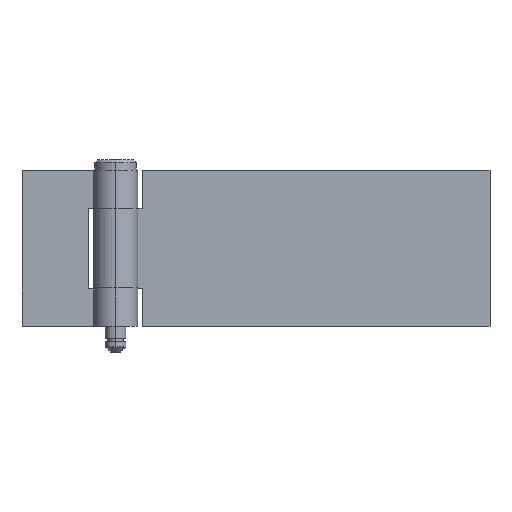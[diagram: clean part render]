
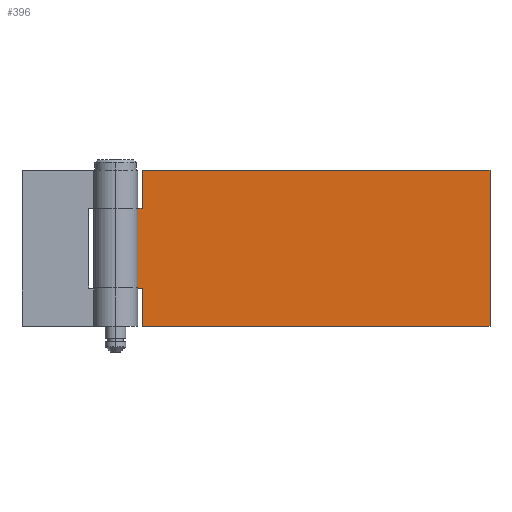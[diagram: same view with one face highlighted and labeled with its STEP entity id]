
A CAD part, top view. The second image highlights one B-rep face of the part: STEP entity #396.
In plain terms, the highlighted face is planar.
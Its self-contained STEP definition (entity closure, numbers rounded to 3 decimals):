
#91 = VERTEX_POINT ( 'NONE', #643 ) ;
#95 = VERTEX_POINT ( 'NONE', #637 ) ;
#102 = EDGE_CURVE ( 'NONE', #95, #91, #682, .T. ) ;
#119 = VERTEX_POINT ( 'NONE', #709 ) ;
#120 = VERTEX_POINT ( 'NONE', #708 ) ;
#129 = EDGE_CURVE ( 'NONE', #130, #120, #702, .T. ) ;
#130 = VERTEX_POINT ( 'NONE', #698 ) ;
#134 = VERTEX_POINT ( 'NONE', #697 ) ;
#347 = ORIENTED_EDGE ( 'NONE', *, *, #129, .F. ) ;
#349 = EDGE_CURVE ( 'NONE', #394, #120, #1059, .T. ) ;
#351 = EDGE_CURVE ( 'NONE', #134, #119, #1051, .T. ) ;
#389 = ORIENTED_EDGE ( 'NONE', *, *, #349, .T. ) ;
#390 = ORIENTED_EDGE ( 'NONE', *, *, #412, .T. ) ;
#391 = ORIENTED_EDGE ( 'NONE', *, *, #351, .T. ) ;
#392 = ORIENTED_EDGE ( 'NONE', *, *, #393, .T. ) ;
#393 = EDGE_CURVE ( 'NONE', #119, #394, #1179, .T. ) ;
#394 = VERTEX_POINT ( 'NONE', #1175 ) ;
#396 = ADVANCED_FACE ( 'NONE', ( #1174 ), #1173, .F. ) ;
#397 = ORIENTED_EDGE ( 'NONE', *, *, #398, .T. ) ;
#398 = EDGE_CURVE ( 'NONE', #130, #399, #1168, .T. ) ;
#399 = VERTEX_POINT ( 'NONE', #1164 ) ;
#403 = ORIENTED_EDGE ( 'NONE', *, *, #404, .T. ) ;
#404 = EDGE_CURVE ( 'NONE', #399, #91, #1163, .T. ) ;
#405 = ORIENTED_EDGE ( 'NONE', *, *, #102, .F. ) ;
#407 = EDGE_LOOP ( 'NONE', ( #397, #403, #405, #390, #391, #392, #389, #347 ) ) ;
#412 = EDGE_CURVE ( 'NONE', #95, #134, #1208, .T. ) ;
#637 = CARTESIAN_POINT ( 'NONE',  ( 72., 30., 2.25 ) ) ;
#643 = CARTESIAN_POINT ( 'NONE',  ( 5.1, 30., 2.25 ) ) ;
#679 = DIRECTION ( 'NONE',  ( -1., 0., 0. ) ) ;
#680 = VECTOR ( 'NONE', #679, 1000. ) ;
#681 = CARTESIAN_POINT ( 'NONE',  ( 72., 30., 2.25 ) ) ;
#682 = LINE ( 'NONE', #681, #680 ) ;
#697 = CARTESIAN_POINT ( 'NONE',  ( 72., 0., 2.25 ) ) ;
#698 = CARTESIAN_POINT ( 'NONE',  ( 3.606, 22.65, 2.25 ) ) ;
#699 = DIRECTION ( 'NONE',  ( 0., -1., 0. ) ) ;
#700 = VECTOR ( 'NONE', #699, 1000. ) ;
#701 = CARTESIAN_POINT ( 'NONE',  ( 3.606, 30., 2.25 ) ) ;
#702 = LINE ( 'NONE', #701, #700 ) ;
#708 = CARTESIAN_POINT ( 'NONE',  ( 3.606, 7.35, 2.25 ) ) ;
#709 = CARTESIAN_POINT ( 'NONE',  ( 5.1, 0., 2.25 ) ) ;
#1050 = CARTESIAN_POINT ( 'NONE',  ( 72., 0., 2.25 ) ) ;
#1051 = LINE ( 'NONE', #1050, #1114 ) ;
#1052 = DIRECTION ( 'NONE',  ( -1., 0., 0. ) ) ;
#1053 = VECTOR ( 'NONE', #1052, 1000. ) ;
#1054 = CARTESIAN_POINT ( 'NONE',  ( 72., 7.35, 2.25 ) ) ;
#1059 = LINE ( 'NONE', #1054, #1053 ) ;
#1113 = DIRECTION ( 'NONE',  ( -1., 0., 0. ) ) ;
#1114 = VECTOR ( 'NONE', #1113, 1000. ) ;
#1160 = DIRECTION ( 'NONE',  ( 0., 1., 0. ) ) ;
#1161 = VECTOR ( 'NONE', #1160, 1000. ) ;
#1162 = CARTESIAN_POINT ( 'NONE',  ( 5.1, 30., 2.25 ) ) ;
#1163 = LINE ( 'NONE', #1162, #1161 ) ;
#1164 = CARTESIAN_POINT ( 'NONE',  ( 5.1, 22.65, 2.25 ) ) ;
#1165 = DIRECTION ( 'NONE',  ( 1., 0., 0. ) ) ;
#1166 = VECTOR ( 'NONE', #1165, 1000. ) ;
#1167 = CARTESIAN_POINT ( 'NONE',  ( 72., 22.65, 2.25 ) ) ;
#1168 = LINE ( 'NONE', #1167, #1166 ) ;
#1169 = DIRECTION ( 'NONE',  ( 1., 0., 0. ) ) ;
#1170 = DIRECTION ( 'NONE',  ( 0., 0., 1. ) ) ;
#1171 = CARTESIAN_POINT ( 'NONE',  ( 72., 30., 2.25 ) ) ;
#1172 = AXIS2_PLACEMENT_3D ( 'NONE', #1171, #1170, #1169 ) ;
#1173 = PLANE ( 'NONE',  #1172 ) ;
#1174 = FACE_OUTER_BOUND ( 'NONE', #407, .T. ) ;
#1175 = CARTESIAN_POINT ( 'NONE',  ( 5.1, 7.35, 2.25 ) ) ;
#1176 = DIRECTION ( 'NONE',  ( 0., 1., 0. ) ) ;
#1177 = VECTOR ( 'NONE', #1176, 1000. ) ;
#1178 = CARTESIAN_POINT ( 'NONE',  ( 5.1, 30., 2.25 ) ) ;
#1179 = LINE ( 'NONE', #1178, #1177 ) ;
#1205 = DIRECTION ( 'NONE',  ( 0., -1., 0. ) ) ;
#1206 = VECTOR ( 'NONE', #1205, 1000. ) ;
#1207 = CARTESIAN_POINT ( 'NONE',  ( 72., 30., 2.25 ) ) ;
#1208 = LINE ( 'NONE', #1207, #1206 ) ;
